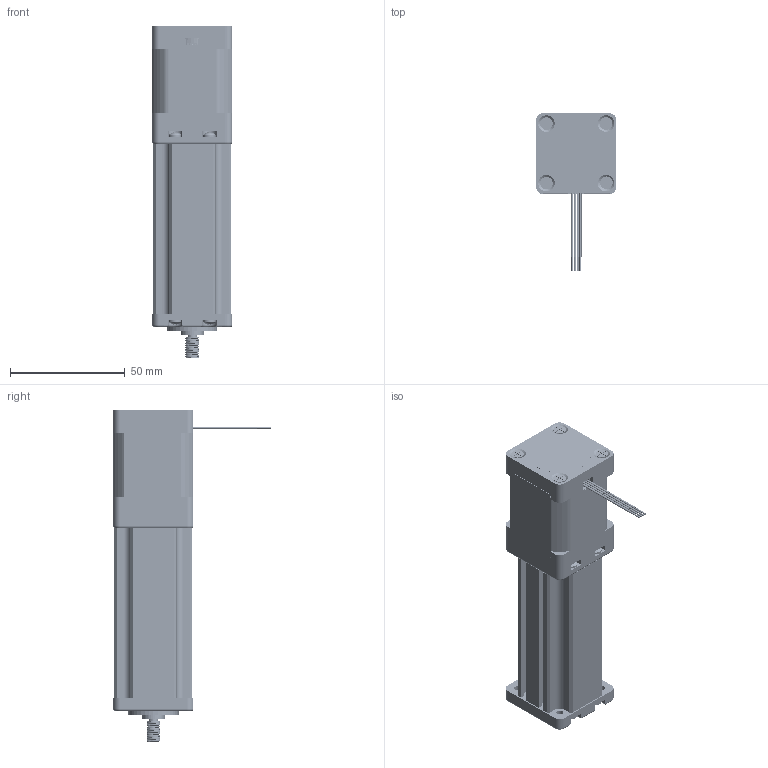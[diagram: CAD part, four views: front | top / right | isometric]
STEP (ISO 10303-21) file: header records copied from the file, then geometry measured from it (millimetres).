
FILE_DESCRIPTION(/* description */ (''),/* implementation_level */ '2;1');
FILE_NAME(/* name */ '14C22-50.stp',/* time_stamp */ '2020-08-27T09:26:58+08:00',/* author */ ('ly7227'),/* organization */ (''),/* preprocessor_version */ 'ST-DEVELOPER v16.1',/* originating_system */ 'Autodesk Inventor 2016',/* authorisation */ '');
FILE_SCHEMA (('AUTOMOTIVE_DESIGN { 1 0 10303 214 3 1 1 }'));
Products named in the file (36): 01-005前盖; 01-006后盖; 15-001-25（14H2047漆包线）; 02-015（14H2047铁芯）; 12-016-1（14H2035后骨架）; 12-016-2（14H2047前骨架）; 09-007-1（红）; 09-007-2（红白）; 09-007-3（绿）; 09-007-4（绿白）; 02-016-2（1A定子总成）; 03-011-2（14H2047转子铁芯，L
5）; 07-003磁钢（14H2047）; 10-008隔磁片; 03-015（14E2047转子总成）; 06-008预紧; 07-010轴承; 10-003（调整垫）; 12-006护线套; 11-014丝杆紧固螺母; 润滑油脂; 11-006（M3X41平头）; 08-006-6（滑轨）; ; 05-0101-6（F导程螺杆）; 04-026-6固定轴电机轴; 11-021（固定轴销）; 10-013轴套; 01-020（电机安装板）; 01-022（客户安装板）; 11-032固定轴螺钉; 04-142-16; 04-013; 42双厚铭牌; 42铭牌; 14C2210K4-200SMSN-030
Assembly tree (55 placements, depth 3):
  14C2210K4-200SMSN-030
    01-005前盖
    01-006后盖
    02-016-2（1A定子总成）
      15-001-25（14H2047漆包线）
      02-015（14H2047铁芯）
      12-016-1（14H2035后骨架）
      12-016-2（14H2047前骨架）
      09-007-1（红）
      09-007-2（红白）
      09-007-3（绿）
      09-007-4（绿白）
    03-015（14E2047转子总成）
      03-011-2（14H2047转子铁芯，L
5）  x4
      07-003磁钢（14H2047）  x2
      10-008隔磁片
    06-008预紧
    07-010轴承  x2
    10-003（调整垫）
    12-006护线套
    11-014丝杆紧固螺母
    润滑油脂
    11-006（M3X41平头）  x4
    08-006-6（滑轨）
  
    05-0101-6（F导程螺杆）
    04-026-6固定轴电机轴
    11-021（固定轴销）  x2
    10-013轴套
    01-020（电机安装板）
    01-022（客户安装板）
    11-032固定轴螺钉  x12
    04-142-16
    04-013
    42双厚铭牌
    42铭牌
Bounding box: 35.2 x 68.7 x 144.85 mm (x, y, z)
Volume: 86658.4 mm3; surface area: 102082.7 mm2
Topology: 57 solids, 57 shells, 3297 faces, 9267 edges, 6090 vertices
Faces by surface type: cylinder 1629, plane 1570, cone 41, torus 29, bspline 16, sphere 12
Full cylindrical faces by diameter (mm): 0.8 x4, 1 x18, 1.5 x20, 2 x11, 2.9 x4, 3 x28, 3.2 x16, 3.3 x1, 3.4 x4, 3.8 x7, 4 x1, 4.2 x1, 5.5 x16, 6.5 x4, 7.8 x1, 8 x2, 10 x7, 10.5 x1, 11 x1, 11.5 x1, 11.52 x4, 11.9 x2, 12 x6, 14 x2, 15 x1, 16 x1, 17 x2, 17.1 x2, 18 x1, 19 x7
Entity records: 85897 total; most frequent: CARTESIAN_POINT 28772, DIRECTION 11973, ORIENTED_EDGE 11134, EDGE_CURVE 5567, AXIS2_PLACEMENT_3D 4323, VERTEX_POINT 3734, LINE 3327, VECTOR 3327
